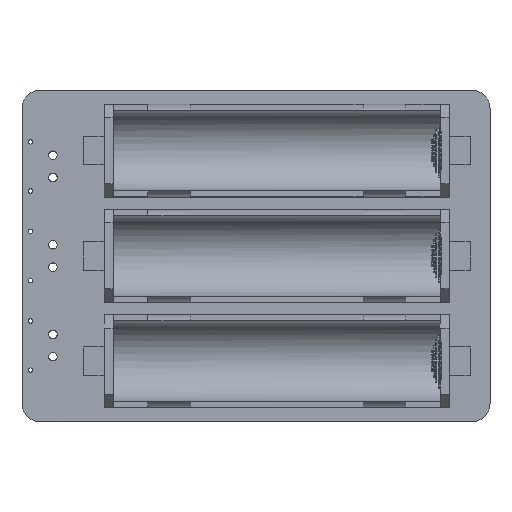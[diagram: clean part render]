
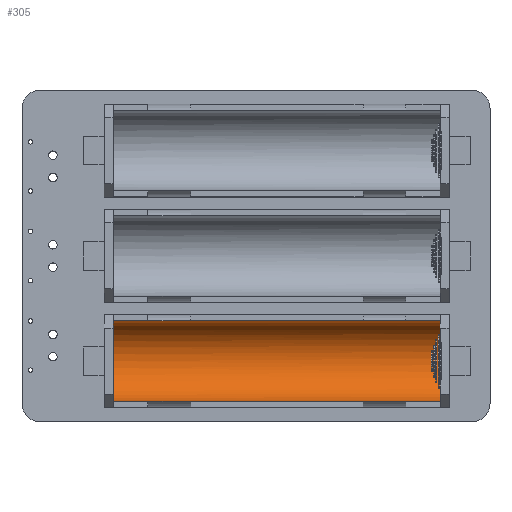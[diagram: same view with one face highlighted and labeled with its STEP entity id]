
A CAD part, top view. The second image highlights one B-rep face of the part: STEP entity #305.
In plain terms, the highlighted cylindrical face has radius 9 mm (diameter 18 mm), a partial arc.
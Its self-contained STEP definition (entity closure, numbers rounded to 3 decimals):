
#140 = EDGE_CURVE('',#141,#143,#145,.T.);
#141 = VERTEX_POINT('',#142);
#142 = CARTESIAN_POINT('',(36.525,8.995,9.6));
#143 = VERTEX_POINT('',#144);
#144 = CARTESIAN_POINT('',(-36.525,8.995,9.6));
#145 = LINE('',#146,#147);
#146 = CARTESIAN_POINT('',(-36.525,8.995,9.6));
#147 = VECTOR('',#148,1.);
#148 = DIRECTION('',(-1.,-0.,-0.));
#305 = ADVANCED_FACE('',(#306),#385,.F.);
#306 = FACE_BOUND('',#307,.F.);
#307 = EDGE_LOOP('',(#308,#318,#327,#335,#344,#351,#352,#361,#370,#378)
  );
#308 = ORIENTED_EDGE('',*,*,#309,.F.);
#309 = EDGE_CURVE('',#310,#312,#314,.T.);
#310 = VERTEX_POINT('',#311);
#311 = CARTESIAN_POINT('',(-36.475,-4.5,1.506));
#312 = VERTEX_POINT('',#313);
#313 = CARTESIAN_POINT('',(-36.525,-4.5,1.506));
#314 = LINE('',#315,#316);
#315 = CARTESIAN_POINT('',(-36.525,-4.5,1.506));
#316 = VECTOR('',#317,1.);
#317 = DIRECTION('',(-1.,-0.,-0.));
#318 = ORIENTED_EDGE('',*,*,#319,.F.);
#319 = EDGE_CURVE('',#320,#310,#322,.T.);
#320 = VERTEX_POINT('',#321);
#321 = CARTESIAN_POINT('',(-36.475,4.5,1.506));
#322 = CIRCLE('',#323,9.);
#323 = AXIS2_PLACEMENT_3D('',#324,#325,#326);
#324 = CARTESIAN_POINT('',(-36.475,0.,9.3));
#325 = DIRECTION('',(-1.,0.,0.));
#326 = DIRECTION('',(0.,1.,0.));
#327 = ORIENTED_EDGE('',*,*,#328,.T.);
#328 = EDGE_CURVE('',#320,#329,#331,.T.);
#329 = VERTEX_POINT('',#330);
#330 = CARTESIAN_POINT('',(-36.525,4.5,1.506));
#331 = LINE('',#332,#333);
#332 = CARTESIAN_POINT('',(-36.525,4.5,1.506));
#333 = VECTOR('',#334,1.);
#334 = DIRECTION('',(-1.,-0.,-0.));
#335 = ORIENTED_EDGE('',*,*,#336,.T.);
#336 = EDGE_CURVE('',#329,#337,#339,.T.);
#337 = VERTEX_POINT('',#338);
#338 = CARTESIAN_POINT('',(-36.525,9.,9.3));
#339 = CIRCLE('',#340,9.);
#340 = AXIS2_PLACEMENT_3D('',#341,#342,#343);
#341 = CARTESIAN_POINT('',(-36.525,0.,9.3));
#342 = DIRECTION('',(1.,0.,0.));
#343 = DIRECTION('',(-0.,1.,0.));
#344 = ORIENTED_EDGE('',*,*,#345,.T.);
#345 = EDGE_CURVE('',#337,#143,#346,.T.);
#346 = CIRCLE('',#347,9.);
#347 = AXIS2_PLACEMENT_3D('',#348,#349,#350);
#348 = CARTESIAN_POINT('',(-36.525,0.,9.3));
#349 = DIRECTION('',(1.,0.,0.));
#350 = DIRECTION('',(-0.,1.,0.));
#351 = ORIENTED_EDGE('',*,*,#140,.F.);
#352 = ORIENTED_EDGE('',*,*,#353,.F.);
#353 = EDGE_CURVE('',#354,#141,#356,.T.);
#354 = VERTEX_POINT('',#355);
#355 = CARTESIAN_POINT('',(36.525,9.,9.3));
#356 = CIRCLE('',#357,9.);
#357 = AXIS2_PLACEMENT_3D('',#358,#359,#360);
#358 = CARTESIAN_POINT('',(36.525,0.,9.3));
#359 = DIRECTION('',(1.,0.,0.));
#360 = DIRECTION('',(-0.,1.,0.));
#361 = ORIENTED_EDGE('',*,*,#362,.F.);
#362 = EDGE_CURVE('',#363,#354,#365,.T.);
#363 = VERTEX_POINT('',#364);
#364 = CARTESIAN_POINT('',(36.525,-8.995,9.6));
#365 = CIRCLE('',#366,9.);
#366 = AXIS2_PLACEMENT_3D('',#367,#368,#369);
#367 = CARTESIAN_POINT('',(36.525,0.,9.3));
#368 = DIRECTION('',(1.,0.,0.));
#369 = DIRECTION('',(-0.,1.,0.));
#370 = ORIENTED_EDGE('',*,*,#371,.T.);
#371 = EDGE_CURVE('',#363,#372,#374,.T.);
#372 = VERTEX_POINT('',#373);
#373 = CARTESIAN_POINT('',(-36.525,-8.995,9.6));
#374 = LINE('',#375,#376);
#375 = CARTESIAN_POINT('',(-36.525,-8.995,9.6));
#376 = VECTOR('',#377,1.);
#377 = DIRECTION('',(-1.,-0.,-0.));
#378 = ORIENTED_EDGE('',*,*,#379,.T.);
#379 = EDGE_CURVE('',#372,#312,#380,.T.);
#380 = CIRCLE('',#381,9.);
#381 = AXIS2_PLACEMENT_3D('',#382,#383,#384);
#382 = CARTESIAN_POINT('',(-36.525,0.,9.3));
#383 = DIRECTION('',(1.,0.,0.));
#384 = DIRECTION('',(-0.,1.,0.));
#385 = CYLINDRICAL_SURFACE('',#386,9.);
#386 = AXIS2_PLACEMENT_3D('',#387,#388,#389);
#387 = CARTESIAN_POINT('',(-36.525,0.,9.3));
#388 = DIRECTION('',(-1.,-0.,-0.));
#389 = DIRECTION('',(0.,1.,0.));
